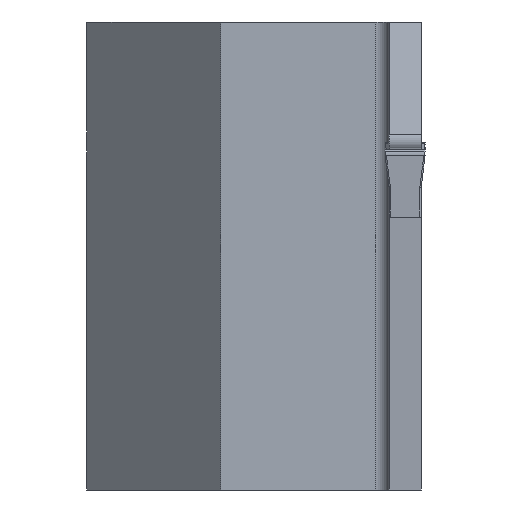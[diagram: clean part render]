
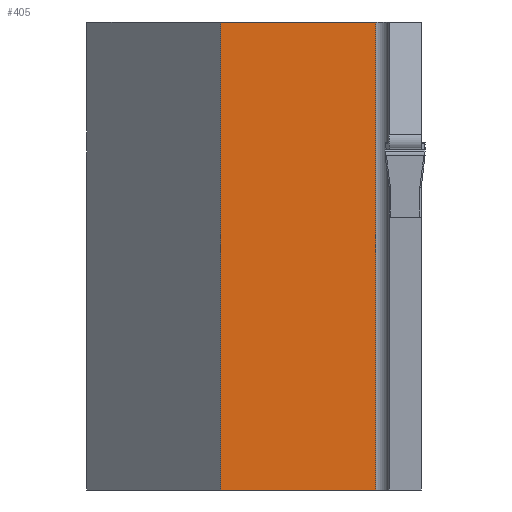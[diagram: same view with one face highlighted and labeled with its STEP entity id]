
A CAD part, left-side view. The second image highlights one B-rep face of the part: STEP entity #405.
In plain terms, the highlighted planar face has unit normal (-1, 0, 0).
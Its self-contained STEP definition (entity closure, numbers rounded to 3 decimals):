
#405=ADVANCED_FACE('',(#484),#451,.T.);
#451=PLANE('',#1251);
#484=FACE_OUTER_BOUND('',#530,.T.);
#530=EDGE_LOOP('',(#621,#622,#623,#624));
#621=ORIENTED_EDGE('',*,*,#927,.F.);
#622=ORIENTED_EDGE('',*,*,#951,.T.);
#623=ORIENTED_EDGE('',*,*,#916,.T.);
#624=ORIENTED_EDGE('',*,*,#952,.T.);
#832=VERTEX_POINT('',#1565);
#833=VERTEX_POINT('',#1567);
#843=VERTEX_POINT('',#1588);
#844=VERTEX_POINT('',#1590);
#916=EDGE_CURVE('',#833,#832,#1041,.T.);
#927=EDGE_CURVE('',#843,#844,#1052,.T.);
#951=EDGE_CURVE('',#843,#833,#1071,.T.);
#952=EDGE_CURVE('',#832,#844,#1072,.T.);
#1041=LINE('',#1566,#1141);
#1052=LINE('',#1589,#1152);
#1071=LINE('',#1634,#1171);
#1072=LINE('',#1635,#1172);
#1141=VECTOR('',#1318,1.);
#1152=VECTOR('',#1331,1.);
#1171=VECTOR('',#1368,1.);
#1172=VECTOR('',#1369,1.);
#1251=AXIS2_PLACEMENT_3D('',#1636,#1370,#1371);
#1318=DIRECTION('',(0.,-1.,0.));
#1331=DIRECTION('',(0.,-1.,0.));
#1368=DIRECTION('',(0.,0.,-1.));
#1369=DIRECTION('',(0.,0.,1.));
#1370=DIRECTION('',(-1.,0.,0.));
#1371=DIRECTION('',(0.,0.,1.));
#1565=CARTESIAN_POINT('',(21.,3.4,-25.));
#1566=CARTESIAN_POINT('',(21.,25.,-25.));
#1567=CARTESIAN_POINT('',(21.,15.,-25.));
#1588=CARTESIAN_POINT('',(21.,15.,10.));
#1589=CARTESIAN_POINT('',(21.,25.,10.));
#1590=CARTESIAN_POINT('',(21.,3.4,10.));
#1634=CARTESIAN_POINT('',(21.,15.,-25.));
#1635=CARTESIAN_POINT('',(21.,3.4,10.));
#1636=CARTESIAN_POINT('',(21.,25.,-25.));
